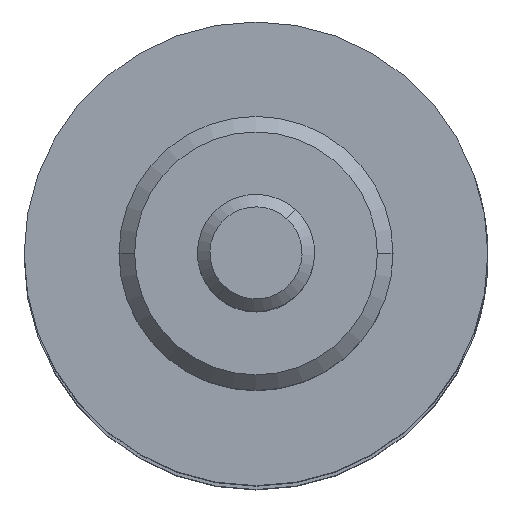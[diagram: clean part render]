
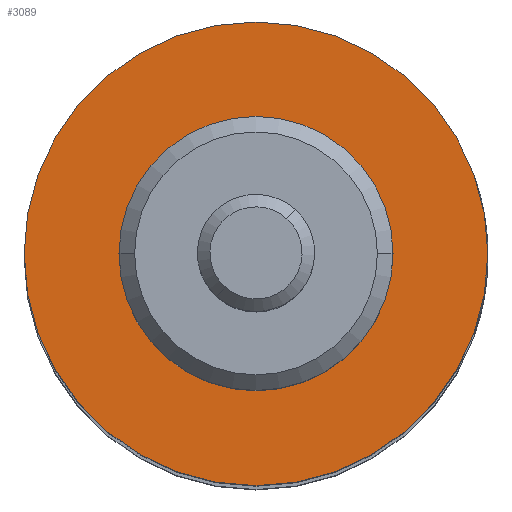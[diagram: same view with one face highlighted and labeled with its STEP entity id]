
A CAD part, top view. The second image highlights one B-rep face of the part: STEP entity #3089.
In plain terms, the highlighted face is planar.
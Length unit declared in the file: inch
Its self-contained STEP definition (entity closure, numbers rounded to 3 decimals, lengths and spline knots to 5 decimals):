
#16 = CARTESIAN_POINT ( 'NONE',  ( 0.38, 0., -0.169 ) ) ;
#61 = CARTESIAN_POINT ( 'NONE',  ( 0.38, 0., -0.37 ) ) ;
#81 = ORIENTED_EDGE ( 'NONE', *, *, #3125, .F. ) ;
#163 = EDGE_LOOP ( 'NONE', ( #2100, #1911 ) ) ;
#194 = DIRECTION ( 'NONE',  ( 1., 0., 0. ) ) ;
#449 = CARTESIAN_POINT ( 'NONE',  ( 0.38, 0., 0. ) ) ;
#463 = CARTESIAN_POINT ( 'NONE',  ( 0.38, 0., 0. ) ) ;
#665 = CARTESIAN_POINT ( 'NONE',  ( 0.38, 0., 0. ) ) ;
#704 = CARTESIAN_POINT ( 'NONE',  ( 0.38, 0.37, 0. ) ) ;
#705 = AXIS2_PLACEMENT_3D ( 'NONE', #2589, #1079, #2843 ) ;
#708 = DIRECTION ( 'NONE',  ( 0., 0., 1. ) ) ;
#725 = DIRECTION ( 'NONE',  ( 0., 0., 1. ) ) ;
#739 = CARTESIAN_POINT ( 'NONE',  ( 0.38, 0., 0.169 ) ) ;
#840 = CARTESIAN_POINT ( 'NONE',  ( 0.38, 0., 0.37 ) ) ;
#917 = DIRECTION ( 'NONE',  ( 0., 0., 1. ) ) ;
#943 = AXIS2_PLACEMENT_3D ( 'NONE', #704, #194, #2712 ) ;
#1079 = DIRECTION ( 'NONE',  ( -1., 0., 0. ) ) ;
#1193 = AXIS2_PLACEMENT_3D ( 'NONE', #665, #2417, #917 ) ;
#1266 = AXIS2_PLACEMENT_3D ( 'NONE', #463, #2229, #725 ) ;
#1296 = FACE_BOUND ( 'NONE', #2406, .T. ) ;
#1450 = CIRCLE ( 'NONE', #1193, 0.37 ) ;
#1514 = VERTEX_POINT ( 'NONE', #739 ) ;
#1645 = CIRCLE ( 'NONE', #3211, 0.37 ) ;
#1753 = EDGE_CURVE ( 'NONE', #2477, #1514, #1849, .T. ) ;
#1776 = VERTEX_POINT ( 'NONE', #840 ) ;
#1849 = CIRCLE ( 'NONE', #705, 0.169 ) ;
#1857 = ORIENTED_EDGE ( 'NONE', *, *, #1753, .F. ) ;
#1911 = ORIENTED_EDGE ( 'NONE', *, *, #2040, .T. ) ;
#1971 = EDGE_CURVE ( 'NONE', #1776, #2596, #1450, .T. ) ;
#2040 = EDGE_CURVE ( 'NONE', #2596, #1776, #1645, .T. ) ;
#2100 = ORIENTED_EDGE ( 'NONE', *, *, #1971, .T. ) ;
#2210 = PLANE ( 'NONE',  #943 ) ;
#2212 = DIRECTION ( 'NONE',  ( -1., 0., 0. ) ) ;
#2229 = DIRECTION ( 'NONE',  ( -1., 0., 0. ) ) ;
#2380 = CIRCLE ( 'NONE', #1266, 0.169 ) ;
#2406 = EDGE_LOOP ( 'NONE', ( #81, #1857 ) ) ;
#2417 = DIRECTION ( 'NONE',  ( -1., 0., 0. ) ) ;
#2477 = VERTEX_POINT ( 'NONE', #16 ) ;
#2589 = CARTESIAN_POINT ( 'NONE',  ( 0.38, 0., 0. ) ) ;
#2596 = VERTEX_POINT ( 'NONE', #61 ) ;
#2712 = DIRECTION ( 'NONE',  ( 0., 0., -1. ) ) ;
#2843 = DIRECTION ( 'NONE',  ( 0., 0., 1. ) ) ;
#3089 = ADVANCED_FACE ( 'NONE', ( #1296, #3119 ), #2210, .F. ) ;
#3119 = FACE_OUTER_BOUND ( 'NONE', #163, .T. ) ;
#3125 = EDGE_CURVE ( 'NONE', #1514, #2477, #2380, .T. ) ;
#3211 = AXIS2_PLACEMENT_3D ( 'NONE', #449, #2212, #708 ) ;
